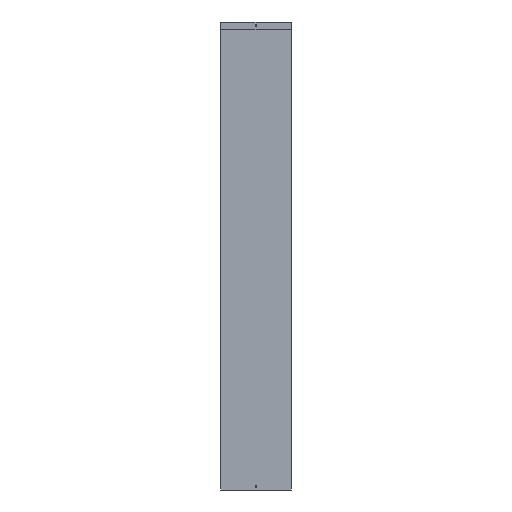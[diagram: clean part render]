
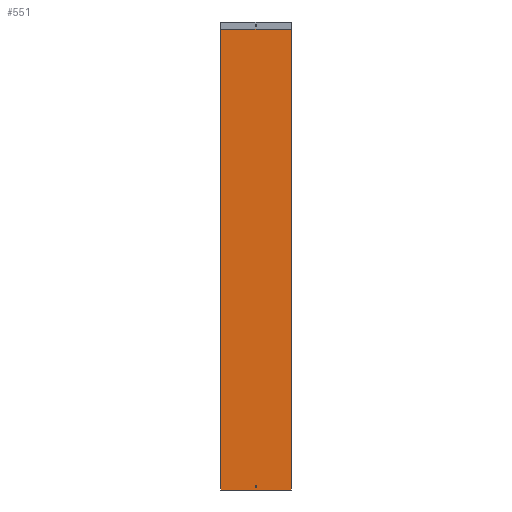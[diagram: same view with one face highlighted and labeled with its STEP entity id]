
A CAD part, front view. The second image highlights one B-rep face of the part: STEP entity #551.
In plain terms, the highlighted planar face has unit normal (0, -1, 0).
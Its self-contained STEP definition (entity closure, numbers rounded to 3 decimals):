
#13 = EDGE_LOOP ( 'NONE', ( #635 ) ) ;
#88 = VERTEX_POINT ( 'NONE', #1229 ) ;
#95 = VERTEX_POINT ( 'NONE', #1222 ) ;
#132 = VERTEX_POINT ( 'NONE', #1284 ) ;
#142 = VERTEX_POINT ( 'NONE', #1294 ) ;
#219 = LINE ( 'NONE', #1375, #222 ) ;
#222 = VECTOR ( 'NONE', #1376, 1000. ) ;
#340 = AXIS2_PLACEMENT_3D ( 'NONE', #1511, #1512, #1513 ) ;
#394 = EDGE_CURVE ( 'NONE', #142, #132, #219, .T. ) ;
#447 = EDGE_CURVE ( 'NONE', #95, #88, #960, .T. ) ;
#450 = EDGE_CURVE ( 'NONE', #1165, #1165, #966, .T. ) ;
#451 = EDGE_CURVE ( 'NONE', #95, #142, #969, .T. ) ;
#452 = EDGE_CURVE ( 'NONE', #88, #132, #968, .T. ) ;
#551 = ADVANCED_FACE ( 'NONE', ( #1135, #1141 ), #1796, .F. ) ;
#635 = ORIENTED_EDGE ( 'NONE', *, *, #450, .F. ) ;
#636 = ORIENTED_EDGE ( 'NONE', *, *, #394, .F. ) ;
#637 = ORIENTED_EDGE ( 'NONE', *, *, #451, .F. ) ;
#638 = ORIENTED_EDGE ( 'NONE', *, *, #447, .T. ) ;
#639 = ORIENTED_EDGE ( 'NONE', *, *, #452, .T. ) ;
#883 = EDGE_LOOP ( 'NONE', ( #636, #637, #638, #639 ) ) ;
#940 = AXIS2_PLACEMENT_3D ( 'NONE', #1795, #1801, #1802 ) ;
#960 = LINE ( 'NONE', #1489, #962 ) ;
#962 = VECTOR ( 'NONE', #1490, 1000. ) ;
#966 = CIRCLE ( 'NONE', #340, 3.5 ) ;
#968 = LINE ( 'NONE', #1508, #970 ) ;
#969 = LINE ( 'NONE', #1506, #971 ) ;
#970 = VECTOR ( 'NONE', #1515, 1000. ) ;
#971 = VECTOR ( 'NONE', #1514, 1000. ) ;
#1135 = FACE_BOUND ( 'NONE', #13, .T. ) ;
#1141 = FACE_OUTER_BOUND ( 'NONE', #883, .T. ) ;
#1165 = VERTEX_POINT ( 'NONE', #1854 ) ;
#1222 = CARTESIAN_POINT ( 'NONE',  ( -150., 0., 1968. ) ) ;
#1229 = CARTESIAN_POINT ( 'NONE',  ( -150., 0., 0. ) ) ;
#1284 = CARTESIAN_POINT ( 'NONE',  ( 150., 0., 0. ) ) ;
#1294 = CARTESIAN_POINT ( 'NONE',  ( 150., 0., 1968. ) ) ;
#1375 = CARTESIAN_POINT ( 'NONE',  ( 150., 0., 1969. ) ) ;
#1376 = DIRECTION ( 'NONE',  ( 0., 0., -1. ) ) ;
#1489 = CARTESIAN_POINT ( 'NONE',  ( -150., 0., 1969. ) ) ;
#1490 = DIRECTION ( 'NONE',  ( 0., 0., -1. ) ) ;
#1506 = CARTESIAN_POINT ( 'NONE',  ( -150., 0., 1968. ) ) ;
#1508 = CARTESIAN_POINT ( 'NONE',  ( -150., 0., 0. ) ) ;
#1511 = CARTESIAN_POINT ( 'NONE',  ( 0., 0., 15. ) ) ;
#1512 = DIRECTION ( 'NONE',  ( 0., -1., 0. ) ) ;
#1513 = DIRECTION ( 'NONE',  ( 0., 0., 1. ) ) ;
#1514 = DIRECTION ( 'NONE',  ( 1., 0., 0. ) ) ;
#1515 = DIRECTION ( 'NONE',  ( 1., 0., 0. ) ) ;
#1795 = CARTESIAN_POINT ( 'NONE',  ( -150., 0., 1969. ) ) ;
#1796 = PLANE ( 'NONE',  #940 ) ;
#1801 = DIRECTION ( 'NONE',  ( 0., 1., 0. ) ) ;
#1802 = DIRECTION ( 'NONE',  ( 0., 0., 1. ) ) ;
#1854 = CARTESIAN_POINT ( 'NONE',  ( 0., 0., 18.5 ) ) ;
